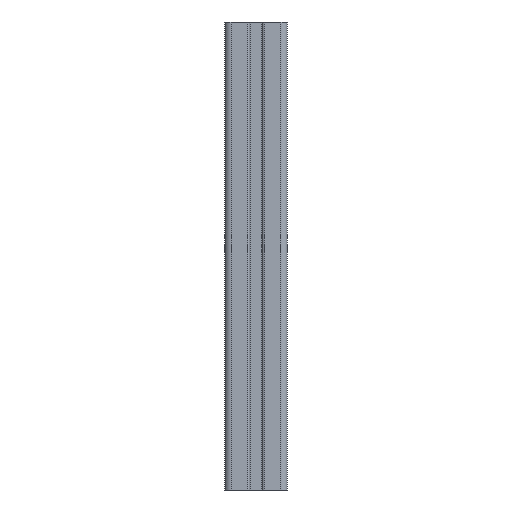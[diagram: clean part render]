
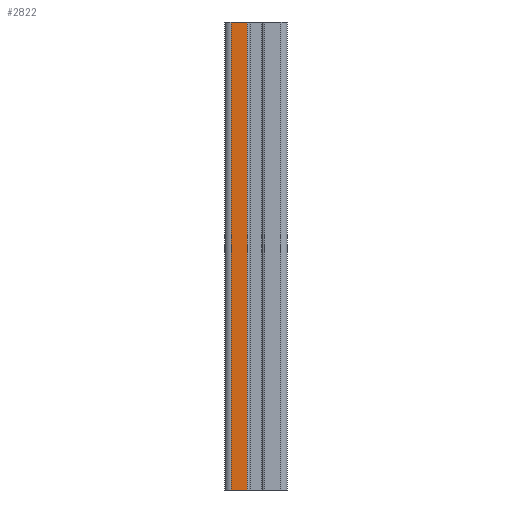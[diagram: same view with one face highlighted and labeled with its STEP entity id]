
A CAD part, left-side view. The second image highlights one B-rep face of the part: STEP entity #2822.
In plain terms, the highlighted planar face has unit normal (-1, 0, 0).
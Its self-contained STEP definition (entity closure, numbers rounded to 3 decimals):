
#291=FACE_OUTER_BOUND('',#443,.T.);
#443=EDGE_LOOP('',(#2128,#2129,#2130,#2131));
#626=LINE('',#4342,#907);
#677=LINE('',#4562,#958);
#679=LINE('',#4566,#960);
#680=LINE('',#4567,#961);
#907=VECTOR('',#3457,10.5);
#958=VECTOR('',#3628,300.);
#960=VECTOR('',#3632,10.5);
#961=VECTOR('',#3633,300.);
#1191=VERTEX_POINT('',#4339);
#1192=VERTEX_POINT('',#4341);
#1301=VERTEX_POINT('',#4560);
#1302=VERTEX_POINT('',#4565);
#1514=EDGE_CURVE('',#1192,#1191,#626,.T.);
#1624=EDGE_CURVE('',#1191,#1301,#677,.T.);
#1626=EDGE_CURVE('',#1301,#1302,#679,.T.);
#1627=EDGE_CURVE('',#1192,#1302,#680,.T.);
#2128=ORIENTED_EDGE('',*,*,#1626,.T.);
#2129=ORIENTED_EDGE('',*,*,#1627,.F.);
#2130=ORIENTED_EDGE('',*,*,#1514,.T.);
#2131=ORIENTED_EDGE('',*,*,#1624,.T.);
#2734=PLANE('',#3078);
#2822=ADVANCED_FACE('',(#291),#2734,.T.);
#3078=AXIS2_PLACEMENT_3D('',#4564,#3630,#3631);
#3457=DIRECTION('',(0.,-1.,0.));
#3628=DIRECTION('',(0.,0.,1.));
#3630=DIRECTION('center_axis',(-1.,0.,0.));
#3631=DIRECTION('ref_axis',(0.,0.,1.));
#3632=DIRECTION('',(0.,1.,0.));
#3633=DIRECTION('',(0.,0.,1.));
#4339=CARTESIAN_POINT('',(-20.,5.5,-150.));
#4341=CARTESIAN_POINT('',(-20.,16.,-150.));
#4342=CARTESIAN_POINT('',(-20.,16.,-150.));
#4560=CARTESIAN_POINT('',(-20.,5.5,150.));
#4562=CARTESIAN_POINT('',(-20.,5.5,-150.));
#4564=CARTESIAN_POINT('Origin',(-20.,5.5,0.));
#4565=CARTESIAN_POINT('',(-20.,16.,150.));
#4566=CARTESIAN_POINT('',(-20.,5.5,150.));
#4567=CARTESIAN_POINT('',(-20.,16.,-150.));
